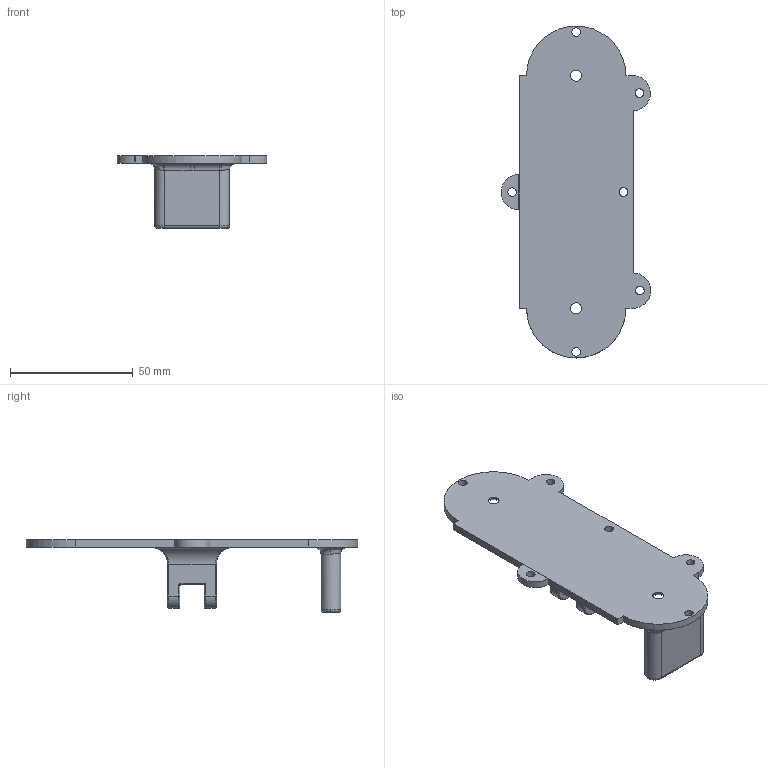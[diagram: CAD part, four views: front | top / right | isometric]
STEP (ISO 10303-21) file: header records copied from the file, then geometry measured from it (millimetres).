
FILE_DESCRIPTION (( 'STEP AP214' ), '1' );
FILE_NAME ('d455 plate.STEP', '2026-01-21T13:53:13', ( '' ), ( '' ), 'SwSTEP 2.0', 'SolidWorks 2024', '' );
FILE_SCHEMA (( 'AUTOMOTIVE_DESIGN' ));
Length unit declared in the file: millimetre
Products named in the file (1): d455 plate
Bounding box: 61.02 x 135.5 x 29.66 mm (x, y, z)
Volume: 55873.7 mm3; surface area: 32448.1 mm2
Topology: 3 solids, 3 shells, 224 faces, 562 edges, 336 vertices
Faces by surface type: cylinder 111, plane 55, torus 34, bspline 16, cone 8
Entity records: 7535 total; most frequent: CARTESIAN_POINT 2041, DIRECTION 1220, ORIENTED_EDGE 1108, EDGE_CURVE 554, AXIS2_PLACEMENT_3D 487, VERTEX_POINT 336, CIRCLE 278, EDGE_LOOP 262
